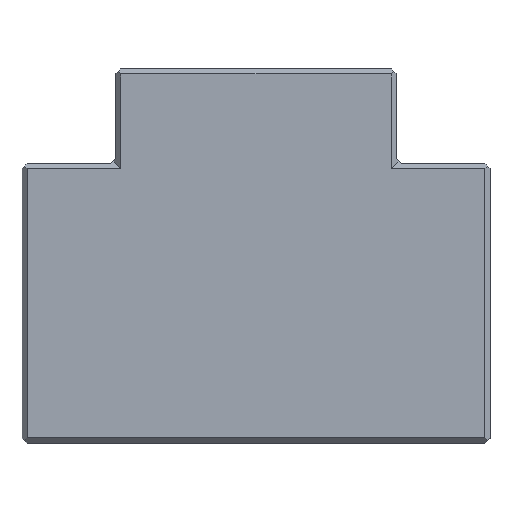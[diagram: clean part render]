
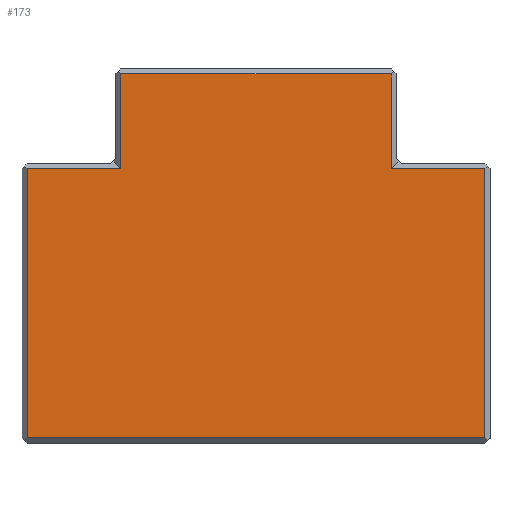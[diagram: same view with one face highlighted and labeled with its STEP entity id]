
A CAD part, top view. The second image highlights one B-rep face of the part: STEP entity #173.
In plain terms, the highlighted planar face has unit normal (0, 0, 1).
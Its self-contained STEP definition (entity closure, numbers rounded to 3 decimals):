
#105=AXIS2_PLACEMENT_3D('Plane Axis2P3D',#102,#103,#104) ;
#102=CARTESIAN_POINT('Axis2P3D Location',(0.,0.,16.4)) ;
#107=CARTESIAN_POINT('Line Origine',(-20.943,155.037,16.4)) ;
#111=CARTESIAN_POINT('Vertex',(-20.943,162.384,16.4)) ;
#113=CARTESIAN_POINT('Vertex',(-20.943,147.69,16.4)) ;
#116=CARTESIAN_POINT('Line Origine',(-28.222,147.69,16.4)) ;
#120=CARTESIAN_POINT('Vertex',(-35.5,147.69,16.4)) ;
#123=CARTESIAN_POINT('Line Origine',(-35.5,126.815,16.4)) ;
#127=CARTESIAN_POINT('Vertex',(-35.5,105.94,16.4)) ;
#130=CARTESIAN_POINT('Line Origine',(0.,105.94,16.4)) ;
#134=CARTESIAN_POINT('Vertex',(35.5,105.94,16.4)) ;
#137=CARTESIAN_POINT('Line Origine',(35.5,126.815,16.4)) ;
#141=CARTESIAN_POINT('Vertex',(35.5,147.69,16.4)) ;
#144=CARTESIAN_POINT('Line Origine',(28.222,147.69,16.4)) ;
#148=CARTESIAN_POINT('Vertex',(20.943,147.69,16.4)) ;
#151=CARTESIAN_POINT('Line Origine',(20.943,155.037,16.4)) ;
#155=CARTESIAN_POINT('Vertex',(20.943,162.384,16.4)) ;
#158=CARTESIAN_POINT('Line Origine',(0.,162.384,16.4)) ;
#103=DIRECTION('Axis2P3D Direction',(0.,0.,1.)) ;
#104=DIRECTION('Axis2P3D XDirection',(1.,0.,0.)) ;
#108=DIRECTION('Vector Direction',(0.,-1.,0.)) ;
#117=DIRECTION('Vector Direction',(1.,0.,0.)) ;
#124=DIRECTION('Vector Direction',(0.,-1.,0.)) ;
#131=DIRECTION('Vector Direction',(1.,0.,0.)) ;
#138=DIRECTION('Vector Direction',(0.,1.,0.)) ;
#145=DIRECTION('Vector Direction',(1.,0.,0.)) ;
#152=DIRECTION('Vector Direction',(0.,-1.,0.)) ;
#159=DIRECTION('Vector Direction',(-1.,0.,0.)) ;
#109=VECTOR('Line Direction',#108,1.) ;
#118=VECTOR('Line Direction',#117,1.) ;
#125=VECTOR('Line Direction',#124,1.) ;
#132=VECTOR('Line Direction',#131,1.) ;
#139=VECTOR('Line Direction',#138,1.) ;
#146=VECTOR('Line Direction',#145,1.) ;
#153=VECTOR('Line Direction',#152,1.) ;
#160=VECTOR('Line Direction',#159,1.) ;
#164=ORIENTED_EDGE('',*,*,#115,.T.) ;
#165=ORIENTED_EDGE('',*,*,#122,.F.) ;
#166=ORIENTED_EDGE('',*,*,#129,.T.) ;
#167=ORIENTED_EDGE('',*,*,#136,.T.) ;
#168=ORIENTED_EDGE('',*,*,#143,.T.) ;
#169=ORIENTED_EDGE('',*,*,#150,.T.) ;
#170=ORIENTED_EDGE('',*,*,#157,.F.) ;
#171=ORIENTED_EDGE('',*,*,#162,.T.) ;
#173=ADVANCED_FACE('Modele simplifie',(#172),#106,.T.) ;
#115=EDGE_CURVE('',#112,#114,#110,.T.) ;
#122=EDGE_CURVE('',#121,#114,#119,.T.) ;
#129=EDGE_CURVE('',#121,#128,#126,.T.) ;
#136=EDGE_CURVE('',#128,#135,#133,.T.) ;
#143=EDGE_CURVE('',#135,#142,#140,.T.) ;
#150=EDGE_CURVE('',#142,#149,#147,.F.) ;
#157=EDGE_CURVE('',#156,#149,#154,.T.) ;
#162=EDGE_CURVE('',#156,#112,#161,.T.) ;
#163=EDGE_LOOP('',(#164,#165,#166,#167,#168,#169,#170,#171)) ;
#172=FACE_OUTER_BOUND('',#163,.T.) ;
#110=LINE('Line',#107,#109) ;
#119=LINE('Line',#116,#118) ;
#126=LINE('Line',#123,#125) ;
#133=LINE('Line',#130,#132) ;
#140=LINE('Line',#137,#139) ;
#147=LINE('Line',#144,#146) ;
#154=LINE('Line',#151,#153) ;
#161=LINE('Line',#158,#160) ;
#106=PLANE('',#105) ;
#112=VERTEX_POINT('',#111) ;
#114=VERTEX_POINT('',#113) ;
#121=VERTEX_POINT('',#120) ;
#128=VERTEX_POINT('',#127) ;
#135=VERTEX_POINT('',#134) ;
#142=VERTEX_POINT('',#141) ;
#149=VERTEX_POINT('',#148) ;
#156=VERTEX_POINT('',#155) ;
